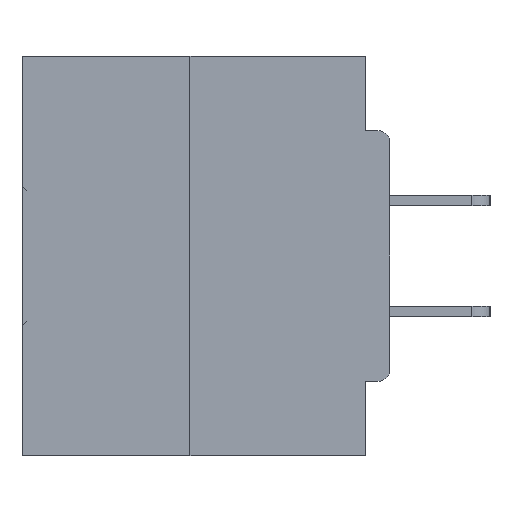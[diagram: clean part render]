
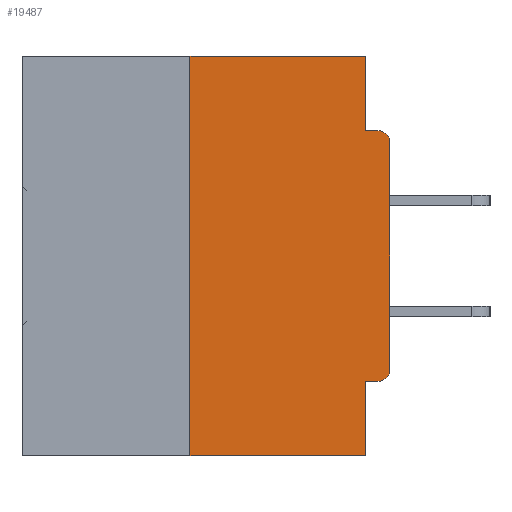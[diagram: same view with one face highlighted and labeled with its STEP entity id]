
A CAD part, left-side view. The second image highlights one B-rep face of the part: STEP entity #19487.
In plain terms, the highlighted planar face has unit normal (-1, 0, 0).
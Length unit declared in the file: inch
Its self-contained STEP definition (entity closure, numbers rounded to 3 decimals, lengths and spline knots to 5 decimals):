
#523 = ORIENTED_EDGE ( 'NONE', *, *, #12201, .T. ) ;
#1027 = LINE ( 'NONE', #17470, #26980 ) ;
#1108 = VERTEX_POINT ( 'NONE', #11930 ) ;
#1415 = EDGE_CURVE ( 'NONE', #27017, #15260, #43641, .T. ) ;
#1689 = AXIS2_PLACEMENT_3D ( 'NONE', #5136, #28440, #29328 ) ;
#1747 = AXIS2_PLACEMENT_3D ( 'NONE', #5614, #39772, #25569 ) ;
#1917 = CARTESIAN_POINT ( 'NONE',  ( 0., 0.031, -0.5 ) ) ;
#2490 = CARTESIAN_POINT ( 'NONE',  ( 0., 0.031, -0.0935 ) ) ;
#3015 = DIRECTION ( 'NONE',  ( 0., 0., 1. ) ) ;
#5136 = CARTESIAN_POINT ( 'NONE',  ( 0., 0.015, -0.1085 ) ) ;
#5614 = CARTESIAN_POINT ( 'NONE',  ( 0., 0.46, 0. ) ) ;
#6112 = CARTESIAN_POINT ( 'NONE',  ( 0., 0., -0.3915 ) ) ;
#6127 = LINE ( 'NONE', #22100, #29285 ) ;
#6134 = ORIENTED_EDGE ( 'NONE', *, *, #16281, .T. ) ;
#6207 = DIRECTION ( 'NONE',  ( 0., 1., 0. ) ) ;
#6904 = DIRECTION ( 'NONE',  ( 0., -1., 0. ) ) ;
#7143 = CARTESIAN_POINT ( 'NONE',  ( 0., 0.015, -0.3915 ) ) ;
#7516 = ORIENTED_EDGE ( 'NONE', *, *, #28026, .F. ) ;
#7519 = VERTEX_POINT ( 'NONE', #15275 ) ;
#7959 = LINE ( 'NONE', #24794, #18428 ) ;
#8823 = LINE ( 'NONE', #1917, #27179 ) ;
#9179 = CARTESIAN_POINT ( 'NONE',  ( 0., 0.015, -0.4065 ) ) ;
#11181 = LINE ( 'NONE', #14072, #33589 ) ;
#11887 = EDGE_CURVE ( 'NONE', #27004, #27498, #11181, .T. ) ;
#11916 = DIRECTION ( 'NONE',  ( 0., 0., -1. ) ) ;
#11930 = CARTESIAN_POINT ( 'NONE',  ( 0., 0.031, -0.5 ) ) ;
#11988 = EDGE_CURVE ( 'NONE', #32272, #1108, #8823, .T. ) ;
#12201 = EDGE_CURVE ( 'NONE', #38013, #27017, #40671, .T. ) ;
#13861 = DIRECTION ( 'NONE',  ( 0., 0., 1. ) ) ;
#14072 = CARTESIAN_POINT ( 'NONE',  ( 0., 0.25, 0. ) ) ;
#14587 = DIRECTION ( 'NONE',  ( 0., -1., 0. ) ) ;
#15178 = PLANE ( 'NONE',  #1747 ) ;
#15260 = VERTEX_POINT ( 'NONE', #26056 ) ;
#15275 = CARTESIAN_POINT ( 'NONE',  ( 0., 0.031, 0. ) ) ;
#16040 = EDGE_CURVE ( 'NONE', #35260, #29321, #30638, .T. ) ;
#16281 = EDGE_CURVE ( 'NONE', #27004, #1108, #6127, .T. ) ;
#17110 = ORIENTED_EDGE ( 'NONE', *, *, #1415, .T. ) ;
#17146 = EDGE_CURVE ( 'NONE', #15260, #29321, #25779, .T. ) ;
#17470 = CARTESIAN_POINT ( 'NONE',  ( 0., 0.46, 0. ) ) ;
#18428 = VECTOR ( 'NONE', #25854, 39.37008 ) ;
#19320 = VECTOR ( 'NONE', #6904, 39.37008 ) ;
#19487 = ADVANCED_FACE ( 'NONE', ( #36450 ), #15178, .F. ) ;
#19584 = CARTESIAN_POINT ( 'NONE',  ( 0., 0.25, 0. ) ) ;
#20046 = ORIENTED_EDGE ( 'NONE', *, *, #17146, .T. ) ;
#20061 = CARTESIAN_POINT ( 'NONE',  ( 0., 0.25, -0.5 ) ) ;
#20666 = DIRECTION ( 'NONE',  ( -1., 0., 0. ) ) ;
#22100 = CARTESIAN_POINT ( 'NONE',  ( 0., 0.46, -0.5 ) ) ;
#23665 = AXIS2_PLACEMENT_3D ( 'NONE', #7143, #20666, #41082 ) ;
#24409 = ORIENTED_EDGE ( 'NONE', *, *, #11887, .F. ) ;
#24794 = CARTESIAN_POINT ( 'NONE',  ( 0., 0.031, 0. ) ) ;
#25057 = ORIENTED_EDGE ( 'NONE', *, *, #37475, .F. ) ;
#25569 = DIRECTION ( 'NONE',  ( 0., 0., -1. ) ) ;
#25779 = CIRCLE ( 'NONE', #1689, 0.015 ) ;
#25854 = DIRECTION ( 'NONE',  ( 0., 0., -1. ) ) ;
#25965 = CARTESIAN_POINT ( 'NONE',  ( 0., 0., -0.4065 ) ) ;
#26056 = CARTESIAN_POINT ( 'NONE',  ( 0., 0., -0.1085 ) ) ;
#26980 = VECTOR ( 'NONE', #14587, 39.37008 ) ;
#27004 = VERTEX_POINT ( 'NONE', #20061 ) ;
#27017 = VERTEX_POINT ( 'NONE', #6112 ) ;
#27179 = VECTOR ( 'NONE', #11916, 39.37008 ) ;
#27498 = VERTEX_POINT ( 'NONE', #19584 ) ;
#28026 = EDGE_CURVE ( 'NONE', #27498, #7519, #1027, .T. ) ;
#28175 = DIRECTION ( 'NONE',  ( 0., -1., 0. ) ) ;
#28440 = DIRECTION ( 'NONE',  ( -1., 0., 0. ) ) ;
#29285 = VECTOR ( 'NONE', #28175, 39.37008 ) ;
#29321 = VERTEX_POINT ( 'NONE', #37228 ) ;
#29328 = DIRECTION ( 'NONE',  ( 0., 0., -1. ) ) ;
#29742 = LINE ( 'NONE', #25965, #41880 ) ;
#30111 = CARTESIAN_POINT ( 'NONE',  ( 0., 0., 0. ) ) ;
#30638 = LINE ( 'NONE', #40198, #19320 ) ;
#32272 = VERTEX_POINT ( 'NONE', #43199 ) ;
#33589 = VECTOR ( 'NONE', #13861, 39.37008 ) ;
#35260 = VERTEX_POINT ( 'NONE', #2490 ) ;
#36450 = FACE_OUTER_BOUND ( 'NONE', #43464, .T. ) ;
#36976 = ORIENTED_EDGE ( 'NONE', *, *, #38474, .F. ) ;
#37228 = CARTESIAN_POINT ( 'NONE',  ( 0., 0.015, -0.0935 ) ) ;
#37475 = EDGE_CURVE ( 'NONE', #7519, #35260, #7959, .T. ) ;
#37861 = ORIENTED_EDGE ( 'NONE', *, *, #16040, .F. ) ;
#38013 = VERTEX_POINT ( 'NONE', #9179 ) ;
#38474 = EDGE_CURVE ( 'NONE', #38013, #32272, #29742, .T. ) ;
#39712 = VECTOR ( 'NONE', #3015, 39.37008 ) ;
#39772 = DIRECTION ( 'NONE',  ( 1., 0., 0. ) ) ;
#40198 = CARTESIAN_POINT ( 'NONE',  ( 0., 0., -0.0935 ) ) ;
#40671 = CIRCLE ( 'NONE', #23665, 0.015 ) ;
#41082 = DIRECTION ( 'NONE',  ( 0., 0., -1. ) ) ;
#41880 = VECTOR ( 'NONE', #6207, 39.37008 ) ;
#42763 = ORIENTED_EDGE ( 'NONE', *, *, #11988, .F. ) ;
#43199 = CARTESIAN_POINT ( 'NONE',  ( 0., 0.031, -0.4065 ) ) ;
#43464 = EDGE_LOOP ( 'NONE', ( #7516, #24409, #6134, #42763, #36976, #523, #17110, #20046, #37861, #25057 ) ) ;
#43641 = LINE ( 'NONE', #30111, #39712 ) ;
